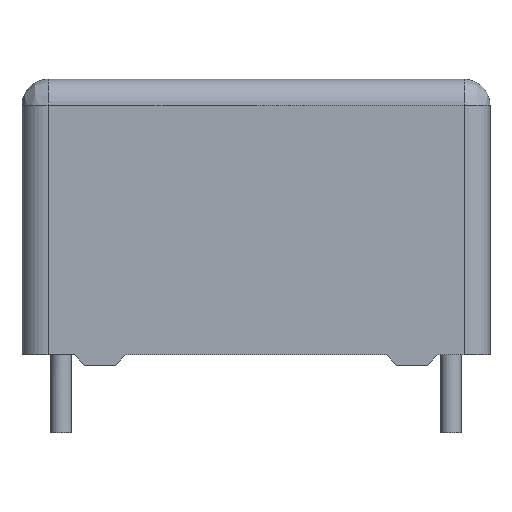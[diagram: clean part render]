
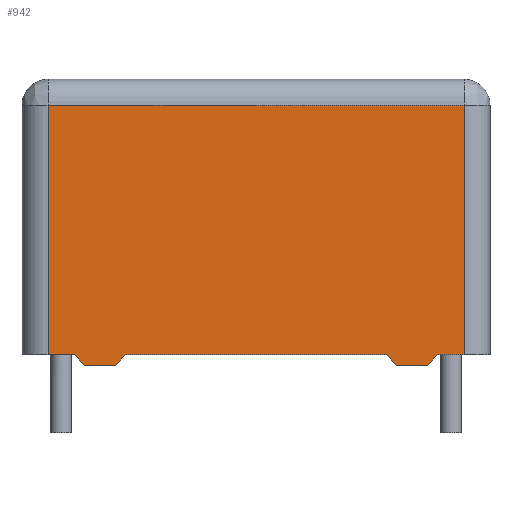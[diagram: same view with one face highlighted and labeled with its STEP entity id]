
A CAD part, front view. The second image highlights one B-rep face of the part: STEP entity #942.
In plain terms, the highlighted planar face has unit normal (0, -1, 0).
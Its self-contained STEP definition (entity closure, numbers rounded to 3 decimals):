
#65 = VECTOR ( 'NONE', #1643, 1000. ) ;
#183 = VERTEX_POINT ( 'NONE', #3259 ) ;
#295 = CARTESIAN_POINT ( 'NONE',  ( -9., -2.5, 10. ) ) ;
#349 = VECTOR ( 'NONE', #387, 1000. ) ;
#350 = VERTEX_POINT ( 'NONE', #1663 ) ;
#372 = VERTEX_POINT ( 'NONE', #1697 ) ;
#383 = ORIENTED_EDGE ( 'NONE', *, *, #1180, .F. ) ;
#387 = DIRECTION ( 'NONE',  ( -0.707, 0., 0.707 ) ) ;
#477 = VERTEX_POINT ( 'NONE', #2131 ) ;
#498 = VECTOR ( 'NONE', #2398, 1000. ) ;
#548 = ORIENTED_EDGE ( 'NONE', *, *, #1085, .F. ) ;
#647 = VECTOR ( 'NONE', #2921, 1000. ) ;
#649 = ORIENTED_EDGE ( 'NONE', *, *, #1665, .F. ) ;
#653 = VECTOR ( 'NONE', #3811, 1000. ) ;
#693 = CARTESIAN_POINT ( 'NONE',  ( 5.4, -2.5, 0. ) ) ;
#780 = EDGE_CURVE ( 'NONE', #350, #3096, #2312, .T. ) ;
#782 = VERTEX_POINT ( 'NONE', #1103 ) ;
#788 = CARTESIAN_POINT ( 'NONE',  ( -9., -2.5, 11. ) ) ;
#799 = VECTOR ( 'NONE', #3826, 1000. ) ;
#897 = VECTOR ( 'NONE', #2356, 1000. ) ;
#934 = CARTESIAN_POINT ( 'NONE',  ( -9., -2.5, 0.4 ) ) ;
#942 = ADVANCED_FACE ( 'NONE', ( #3078 ), #2556, .F. ) ;
#1016 = CARTESIAN_POINT ( 'NONE',  ( -6.6, -2.5, 0. ) ) ;
#1034 = CARTESIAN_POINT ( 'NONE',  ( -8., -2.5, 11. ) ) ;
#1037 = VERTEX_POINT ( 'NONE', #1016 ) ;
#1068 = CARTESIAN_POINT ( 'NONE',  ( -6.6, -2.5, 0. ) ) ;
#1077 = DIRECTION ( 'NONE',  ( -1., 0., 0. ) ) ;
#1085 = EDGE_CURVE ( 'NONE', #2607, #2531, #1474, .T. ) ;
#1103 = CARTESIAN_POINT ( 'NONE',  ( 7., -2.5, 0.4 ) ) ;
#1145 = LINE ( 'NONE', #1068, #3500 ) ;
#1153 = ORIENTED_EDGE ( 'NONE', *, *, #2361, .F. ) ;
#1180 = EDGE_CURVE ( 'NONE', #183, #2607, #2542, .T. ) ;
#1268 = EDGE_CURVE ( 'NONE', #372, #3917, #1304, .T. ) ;
#1285 = ORIENTED_EDGE ( 'NONE', *, *, #1268, .F. ) ;
#1304 = LINE ( 'NONE', #2766, #498 ) ;
#1380 = CARTESIAN_POINT ( 'NONE',  ( -9., -2.5, 0. ) ) ;
#1464 = EDGE_CURVE ( 'NONE', #3530, #350, #2093, .T. ) ;
#1474 = LINE ( 'NONE', #1034, #647 ) ;
#1615 = LINE ( 'NONE', #1380, #799 ) ;
#1637 = CARTESIAN_POINT ( 'NONE',  ( -8., -2.5, 0.4 ) ) ;
#1643 = DIRECTION ( 'NONE',  ( -1., 0., 0. ) ) ;
#1663 = CARTESIAN_POINT ( 'NONE',  ( -5., -2.5, 0.4 ) ) ;
#1665 = EDGE_CURVE ( 'NONE', #1037, #183, #1145, .T. ) ;
#1668 = AXIS2_PLACEMENT_3D ( 'NONE', #788, #2949, #1077 ) ;
#1697 = CARTESIAN_POINT ( 'NONE',  ( 8., -2.5, 10. ) ) ;
#1801 = VERTEX_POINT ( 'NONE', #1938 ) ;
#1851 = LINE ( 'NONE', #2301, #3476 ) ;
#1926 = CARTESIAN_POINT ( 'NONE',  ( -9., -2.5, 0. ) ) ;
#1938 = CARTESIAN_POINT ( 'NONE',  ( 6.6, -2.5, 0. ) ) ;
#1975 = DIRECTION ( 'NONE',  ( -0.707, 0., -0.707 ) ) ;
#2003 = DIRECTION ( 'NONE',  ( -1., 0., 0. ) ) ;
#2005 = VECTOR ( 'NONE', #3733, 1000. ) ;
#2037 = LINE ( 'NONE', #295, #2751 ) ;
#2093 = LINE ( 'NONE', #934, #3693 ) ;
#2131 = CARTESIAN_POINT ( 'NONE',  ( 5.4, -2.5, 0. ) ) ;
#2241 = CARTESIAN_POINT ( 'NONE',  ( -8., -2.5, 10. ) ) ;
#2251 = ORIENTED_EDGE ( 'NONE', *, *, #3460, .F. ) ;
#2301 = CARTESIAN_POINT ( 'NONE',  ( 7., -2.5, 0.4 ) ) ;
#2312 = LINE ( 'NONE', #2597, #653 ) ;
#2356 = DIRECTION ( 'NONE',  ( -1., 0., 0. ) ) ;
#2361 = EDGE_CURVE ( 'NONE', #3096, #1037, #3618, .T. ) ;
#2373 = EDGE_CURVE ( 'NONE', #477, #3530, #2818, .T. ) ;
#2398 = DIRECTION ( 'NONE',  ( 0., 0., -1. ) ) ;
#2416 = EDGE_CURVE ( 'NONE', #3917, #782, #3255, .T. ) ;
#2423 = ORIENTED_EDGE ( 'NONE', *, *, #2726, .F. ) ;
#2466 = ORIENTED_EDGE ( 'NONE', *, *, #2373, .F. ) ;
#2531 = VERTEX_POINT ( 'NONE', #2241 ) ;
#2542 = LINE ( 'NONE', #2665, #897 ) ;
#2556 = PLANE ( 'NONE',  #1668 ) ;
#2597 = CARTESIAN_POINT ( 'NONE',  ( -5., -2.5, 0.4 ) ) ;
#2607 = VERTEX_POINT ( 'NONE', #1637 ) ;
#2665 = CARTESIAN_POINT ( 'NONE',  ( -10., -2.5, 0.4 ) ) ;
#2726 = EDGE_CURVE ( 'NONE', #782, #1801, #1851, .T. ) ;
#2751 = VECTOR ( 'NONE', #2769, 1000. ) ;
#2766 = CARTESIAN_POINT ( 'NONE',  ( 8., -2.5, 11. ) ) ;
#2769 = DIRECTION ( 'NONE',  ( 1., 0., 0. ) ) ;
#2784 = CARTESIAN_POINT ( 'NONE',  ( 8., -2.5, 0.4 ) ) ;
#2818 = LINE ( 'NONE', #693, #349 ) ;
#2886 = ORIENTED_EDGE ( 'NONE', *, *, #1464, .F. ) ;
#2921 = DIRECTION ( 'NONE',  ( 0., 0., 1. ) ) ;
#2929 = EDGE_LOOP ( 'NONE', ( #649, #1153, #3431, #2886, #2466, #2251, #2423, #3061, #1285, #3191, #548, #383 ) ) ;
#2938 = DIRECTION ( 'NONE',  ( -0.707, 0., 0.707 ) ) ;
#2949 = DIRECTION ( 'NONE',  ( 0., 1., 0. ) ) ;
#3061 = ORIENTED_EDGE ( 'NONE', *, *, #2416, .F. ) ;
#3078 = FACE_OUTER_BOUND ( 'NONE', #2929, .T. ) ;
#3096 = VERTEX_POINT ( 'NONE', #3539 ) ;
#3191 = ORIENTED_EDGE ( 'NONE', *, *, #3803, .F. ) ;
#3255 = LINE ( 'NONE', #3769, #65 ) ;
#3259 = CARTESIAN_POINT ( 'NONE',  ( -7., -2.5, 0.4 ) ) ;
#3431 = ORIENTED_EDGE ( 'NONE', *, *, #780, .F. ) ;
#3460 = EDGE_CURVE ( 'NONE', #1801, #477, #1615, .T. ) ;
#3476 = VECTOR ( 'NONE', #1975, 1000. ) ;
#3500 = VECTOR ( 'NONE', #2938, 1000. ) ;
#3530 = VERTEX_POINT ( 'NONE', #3837 ) ;
#3539 = CARTESIAN_POINT ( 'NONE',  ( -5.4, -2.5, 0. ) ) ;
#3618 = LINE ( 'NONE', #1926, #2005 ) ;
#3693 = VECTOR ( 'NONE', #2003, 1000. ) ;
#3733 = DIRECTION ( 'NONE',  ( -1., 0., 0. ) ) ;
#3769 = CARTESIAN_POINT ( 'NONE',  ( -10., -2.5, 0.4 ) ) ;
#3803 = EDGE_CURVE ( 'NONE', #2531, #372, #2037, .T. ) ;
#3811 = DIRECTION ( 'NONE',  ( -0.707, 0., -0.707 ) ) ;
#3826 = DIRECTION ( 'NONE',  ( -1., 0., 0. ) ) ;
#3837 = CARTESIAN_POINT ( 'NONE',  ( 5., -2.5, 0.4 ) ) ;
#3917 = VERTEX_POINT ( 'NONE', #2784 ) ;
